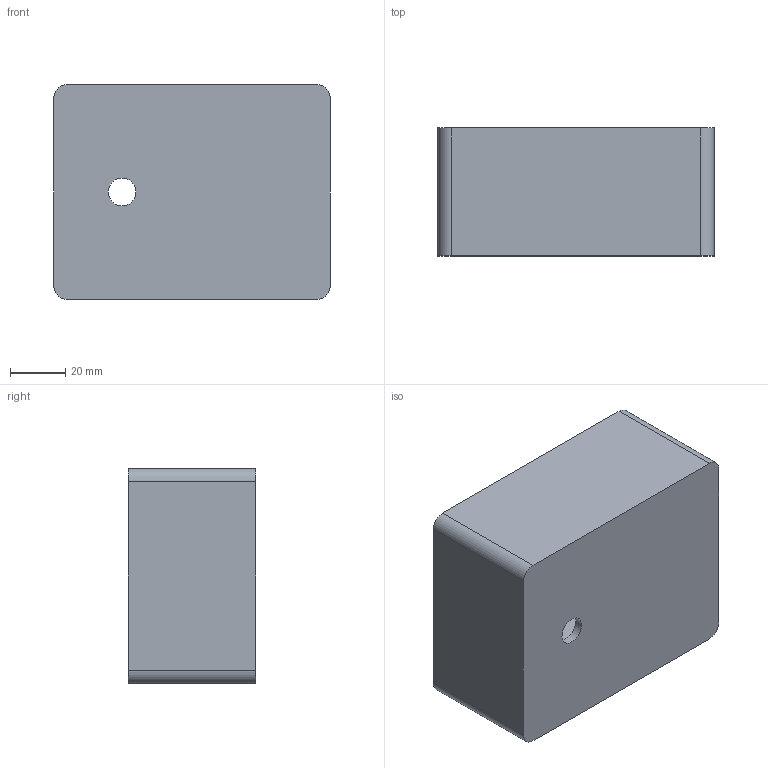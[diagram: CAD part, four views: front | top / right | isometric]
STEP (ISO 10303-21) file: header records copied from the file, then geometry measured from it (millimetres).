
FILE_DESCRIPTION(/* description */ (''),/* implementation_level */ '2;1');
FILE_NAME(/* name */ 'Dimmer-Box-Upper.step',/* time_stamp */ '2023-03-10T16:28:05Z',/* author */ (''),/* organization */ (''),/* preprocessor_version */ 'ST-DEVELOPER v19.2',/* originating_system */ 'Autodesk Translation Framework v11.17.0.187',/* authorisation */ '');
FILE_SCHEMA (('AUTOMOTIVE_DESIGN { 1 0 10303 214 3 1 1 }'));
Length unit declared in the file: millimetre
Products named in the file (1): Upper
Bounding box: 99.6 x 46.05 x 77.5 mm (x, y, z)
Volume: 70519.3 mm3; surface area: 47133.4 mm2
Topology: 1 solids, 1 shells, 32 faces, 75 edges, 50 vertices
Faces by surface type: plane 19, cylinder 13
Full cylindrical faces by diameter (mm): 3.7 x4, 10 x1
Entity records: 966 total; most frequent: DIRECTION 167, CARTESIAN_POINT 158, ORIENTED_EDGE 150, EDGE_CURVE 75, AXIS2_PLACEMENT_3D 59, VERTEX_POINT 50, LINE 49, VECTOR 49
